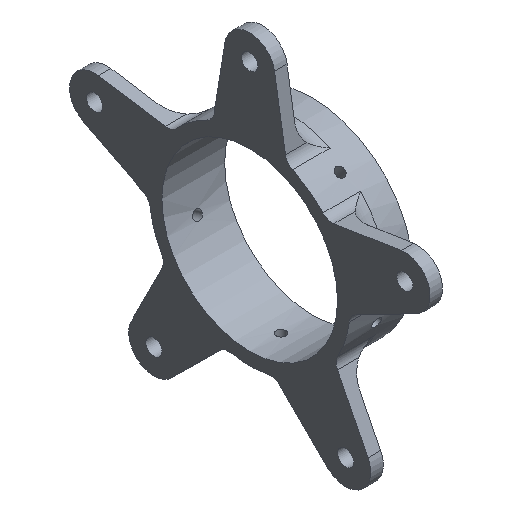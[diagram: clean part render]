
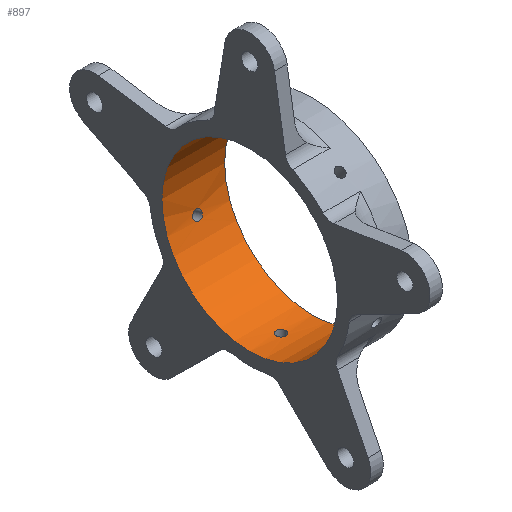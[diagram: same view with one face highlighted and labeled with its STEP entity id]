
A CAD part, isometric view. The second image highlights one B-rep face of the part: STEP entity #897.
In plain terms, the highlighted cylindrical face has radius 22.225 mm (diameter 44.45 mm), a full revolution.
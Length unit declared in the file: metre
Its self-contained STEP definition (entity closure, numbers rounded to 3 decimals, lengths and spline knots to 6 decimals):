
#26=CYLINDRICAL_SURFACE('',#972,0.022225);
#54=B_SPLINE_CURVE_WITH_KNOTS('',3,(#1366,#1367,#1368,#1369,#1370,#1371,
#1372,#1373,#1374,#1375,#1376),.UNSPECIFIED.,.T.,.F.,(1,1,1,1,1,1,1,1,1,
1,1,1,1,1,1),(-0.002792,-0.001861,-0.000931,
0.,0.000931,0.001861,0.002792,0.003723,
0.004653,0.005584,0.006515,0.007445,
0.008376,0.009307,0.010237),
 .UNSPECIFIED.);
#55=B_SPLINE_CURVE_WITH_KNOTS('',3,(#1378,#1379,#1380,#1381,#1382,#1383,
#1384,#1385,#1386,#1387,#1388),.UNSPECIFIED.,.T.,.F.,(1,1,1,1,1,1,1,1,1,
1,1,1,1,1,1),(-0.002792,-0.001861,-0.000931,
0.,0.000931,0.001861,0.002792,0.003723,
0.004653,0.005584,0.006515,0.007445,
0.008376,0.009307,0.010237),
 .UNSPECIFIED.);
#56=B_SPLINE_CURVE_WITH_KNOTS('',3,(#1390,#1391,#1392,#1393,#1394,#1395,
#1396,#1397,#1398,#1399,#1400),.UNSPECIFIED.,.T.,.F.,(1,1,1,1,1,1,1,1,1,
1,1,1,1,1,1),(-0.002792,-0.001861,-0.000931,
0.,0.000931,0.001861,0.002792,0.003723,
0.004653,0.005584,0.006515,0.007445,
0.008376,0.009307,0.010237),
 .UNSPECIFIED.);
#57=B_SPLINE_CURVE_WITH_KNOTS('',3,(#1402,#1403,#1404,#1405,#1406,#1407,
#1408,#1409,#1410,#1411,#1412),.UNSPECIFIED.,.T.,.F.,(1,1,1,1,1,1,1,1,1,
1,1,1,1,1,1),(-0.002792,-0.001861,-0.000931,
0.,0.000931,0.001861,0.002792,
0.003723,0.004653,0.005584,0.006515,
0.007445,0.008376,0.009307,0.010237),
 .UNSPECIFIED.);
#58=B_SPLINE_CURVE_WITH_KNOTS('',3,(#1414,#1415,#1416,#1417,#1418,#1419,
#1420,#1421,#1422,#1423,#1424),.UNSPECIFIED.,.T.,.F.,(1,1,1,1,1,1,1,1,1,
1,1,1,1,1,1),(-0.002792,-0.001861,-0.000931,
0.,0.000931,0.001861,0.002792,0.003723,
0.004653,0.005584,0.006515,0.007445,
0.008376,0.009307,0.010237),
 .UNSPECIFIED.);
#216=ORIENTED_EDGE('',*,*,#467,.T.);
#217=ORIENTED_EDGE('',*,*,#468,.T.);
#218=ORIENTED_EDGE('',*,*,#469,.T.);
#219=ORIENTED_EDGE('',*,*,#470,.T.);
#220=ORIENTED_EDGE('',*,*,#471,.T.);
#221=ORIENTED_EDGE('',*,*,#472,.T.);
#222=ORIENTED_EDGE('',*,*,#473,.F.);
#467=EDGE_CURVE('',#592,#592,#54,.T.);
#468=EDGE_CURVE('',#593,#593,#55,.T.);
#469=EDGE_CURVE('',#594,#594,#56,.T.);
#470=EDGE_CURVE('',#595,#595,#57,.T.);
#471=EDGE_CURVE('',#596,#596,#58,.T.);
#472=EDGE_CURVE('',#597,#597,#672,.T.);
#473=EDGE_CURVE('',#598,#598,#673,.T.);
#592=VERTEX_POINT('',#1377);
#593=VERTEX_POINT('',#1389);
#594=VERTEX_POINT('',#1401);
#595=VERTEX_POINT('',#1413);
#596=VERTEX_POINT('',#1425);
#597=VERTEX_POINT('',#1427);
#598=VERTEX_POINT('',#1429);
#672=CIRCLE('',#973,0.022225);
#673=CIRCLE('',#974,0.022225);
#718=EDGE_LOOP('',(#216));
#719=EDGE_LOOP('',(#217));
#720=EDGE_LOOP('',(#218));
#721=EDGE_LOOP('',(#219));
#722=EDGE_LOOP('',(#220));
#723=EDGE_LOOP('',(#221));
#724=EDGE_LOOP('',(#222));
#801=FACE_BOUND('',#718,.T.);
#802=FACE_BOUND('',#719,.T.);
#803=FACE_BOUND('',#720,.T.);
#804=FACE_BOUND('',#721,.T.);
#805=FACE_BOUND('',#722,.T.);
#806=FACE_BOUND('',#723,.T.);
#807=FACE_BOUND('',#724,.T.);
#897=ADVANCED_FACE('',(#801,#802,#803,#804,#805,#806,#807),#26,.F.);
#972=AXIS2_PLACEMENT_3D('',#1365,#1105,#1106);
#973=AXIS2_PLACEMENT_3D('',#1426,#1107,#1108);
#974=AXIS2_PLACEMENT_3D('',#1428,#1109,#1110);
#1105=DIRECTION('',(-1.,0.,0.));
#1106=DIRECTION('',(0.,-1.,0.));
#1107=DIRECTION('',(-1.,0.,0.));
#1108=DIRECTION('',(0.,-1.,0.));
#1109=DIRECTION('',(-1.,0.,0.));
#1110=DIRECTION('',(0.,-1.,0.));
#1365=CARTESIAN_POINT('',(-0.348817,-0.176801,0.0335));
#1366=CARTESIAN_POINT('',(-0.344549,-0.156073,0.025479));
#1367=CARTESIAN_POINT('',(-0.34527,-0.155822,0.026143));
#1368=CARTESIAN_POINT('',(-0.345277,-0.155509,0.027104));
#1369=CARTESIAN_POINT('',(-0.34457,-0.155319,0.027798));
#1370=CARTESIAN_POINT('',(-0.343559,-0.155317,0.027806));
#1371=CARTESIAN_POINT('',(-0.34284,-0.155504,0.027121));
#1372=CARTESIAN_POINT('',(-0.342831,-0.155815,0.026162));
#1373=CARTESIAN_POINT('',(-0.343539,-0.15607,0.025487));
#1374=CARTESIAN_POINT('',(-0.344549,-0.156073,0.025479));
#1375=CARTESIAN_POINT('',(-0.34527,-0.155822,0.026143));
#1376=CARTESIAN_POINT('',(-0.345277,-0.155509,0.027104));
#1377=CARTESIAN_POINT('',(-0.345151,-0.155812,0.026193));
#1378=CARTESIAN_POINT('',(-0.344549,-0.188855,0.052173));
#1379=CARTESIAN_POINT('',(-0.34527,-0.189449,0.051783));
#1380=CARTESIAN_POINT('',(-0.345277,-0.190267,0.05119));
#1381=CARTESIAN_POINT('',(-0.34457,-0.190828,0.05074));
#1382=CARTESIAN_POINT('',(-0.343559,-0.190835,0.050735));
#1383=CARTESIAN_POINT('',(-0.34284,-0.190281,0.051179));
#1384=CARTESIAN_POINT('',(-0.342831,-0.189465,0.051772));
#1385=CARTESIAN_POINT('',(-0.343539,-0.188863,0.052168));
#1386=CARTESIAN_POINT('',(-0.344549,-0.188855,0.052173));
#1387=CARTESIAN_POINT('',(-0.34527,-0.189449,0.051783));
#1388=CARTESIAN_POINT('',(-0.345277,-0.190267,0.05119));
#1389=CARTESIAN_POINT('',(-0.345151,-0.189486,0.051749));
#1390=CARTESIAN_POINT('',(-0.344549,-0.198285,0.027806));
#1391=CARTESIAN_POINT('',(-0.34527,-0.198098,0.027121));
#1392=CARTESIAN_POINT('',(-0.345277,-0.197786,0.02616));
#1393=CARTESIAN_POINT('',(-0.34457,-0.197532,0.025487));
#1394=CARTESIAN_POINT('',(-0.343559,-0.197529,0.025479));
#1395=CARTESIAN_POINT('',(-0.34284,-0.19778,0.026143));
#1396=CARTESIAN_POINT('',(-0.342831,-0.198092,0.027102));
#1397=CARTESIAN_POINT('',(-0.343539,-0.198283,0.027798));
#1398=CARTESIAN_POINT('',(-0.344549,-0.198285,0.027806));
#1399=CARTESIAN_POINT('',(-0.34527,-0.198098,0.027121));
#1400=CARTESIAN_POINT('',(-0.345277,-0.197786,0.02616));
#1401=CARTESIAN_POINT('',(-0.345151,-0.198077,0.027075));
#1402=CARTESIAN_POINT('',(-0.344549,-0.162767,0.050735));
#1403=CARTESIAN_POINT('',(-0.34527,-0.163321,0.051179));
#1404=CARTESIAN_POINT('',(-0.345277,-0.164138,0.051773));
#1405=CARTESIAN_POINT('',(-0.34457,-0.164739,0.052168));
#1406=CARTESIAN_POINT('',(-0.343559,-0.164746,0.052173));
#1407=CARTESIAN_POINT('',(-0.34284,-0.164153,0.051784));
#1408=CARTESIAN_POINT('',(-0.342831,-0.163337,0.051191));
#1409=CARTESIAN_POINT('',(-0.343539,-0.162774,0.05074));
#1410=CARTESIAN_POINT('',(-0.344549,-0.162767,0.050735));
#1411=CARTESIAN_POINT('',(-0.34527,-0.163321,0.051179));
#1412=CARTESIAN_POINT('',(-0.345277,-0.164138,0.051773));
#1413=CARTESIAN_POINT('',(-0.345151,-0.163365,0.051204));
#1414=CARTESIAN_POINT('',(-0.344549,-0.178024,0.011308));
#1415=CARTESIAN_POINT('',(-0.34527,-0.177315,0.011275));
#1416=CARTESIAN_POINT('',(-0.345277,-0.176305,0.011274));
#1417=CARTESIAN_POINT('',(-0.34457,-0.175586,0.011308));
#1418=CARTESIAN_POINT('',(-0.343559,-0.175578,0.011308));
#1419=CARTESIAN_POINT('',(-0.34284,-0.176287,0.011275));
#1420=CARTESIAN_POINT('',(-0.342831,-0.177295,0.011274));
#1421=CARTESIAN_POINT('',(-0.343539,-0.178016,0.011308));
#1422=CARTESIAN_POINT('',(-0.344549,-0.178024,0.011308));
#1423=CARTESIAN_POINT('',(-0.34527,-0.177315,0.011275));
#1424=CARTESIAN_POINT('',(-0.345277,-0.176305,0.011274));
#1425=CARTESIAN_POINT('',(-0.345151,-0.177265,0.01128));
#1426=CARTESIAN_POINT('',(-0.351992,-0.176801,0.0335));
#1427=CARTESIAN_POINT('',(-0.351992,-0.199026,0.0335));
#1428=CARTESIAN_POINT('',(-0.336117,-0.176801,0.0335));
#1429=CARTESIAN_POINT('',(-0.336117,-0.199026,0.0335));
